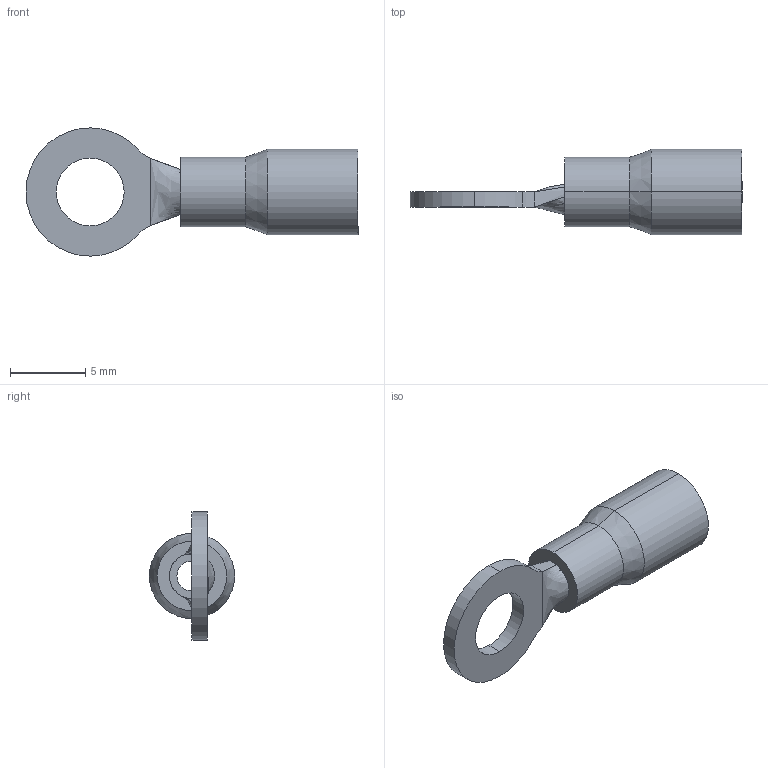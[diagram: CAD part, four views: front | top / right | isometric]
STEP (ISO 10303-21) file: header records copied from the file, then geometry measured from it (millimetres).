
FILE_DESCRIPTION (( 'STEP AP214' ), '1' );
FILE_NAME ('5B7A704D-B7A7-4132-A899-1C2FEE361D2B.STEP', '2023-09-19T19:35:14', ( '' ), ( '' ), 'SwSTEP 2.0', 'SolidWorks 2022', '' );
FILE_SCHEMA (( 'AUTOMOTIVE_DESIGN' ));
Length unit declared in the file: millimetre
Products named in the file (1): 5B7A704D-B7A7-4132-A899-1C2FEE361D2B
Bounding box: 22 x 5.64 x 8.5 mm (x, y, z)
Volume: 215.5 mm3; surface area: 568 mm2
Topology: 3 solids, 3 shells, 37 faces, 85 edges, 54 vertices
Faces by surface type: cylinder 19, bspline 8, plane 6, cone 4
Entity records: 1476 total; most frequent: CARTESIAN_POINT 399, DIRECTION 192, ORIENTED_EDGE 170, EDGE_CURVE 85, AXIS2_PLACEMENT_3D 79, VERTEX_POINT 54, CIRCLE 49, EDGE_LOOP 43
